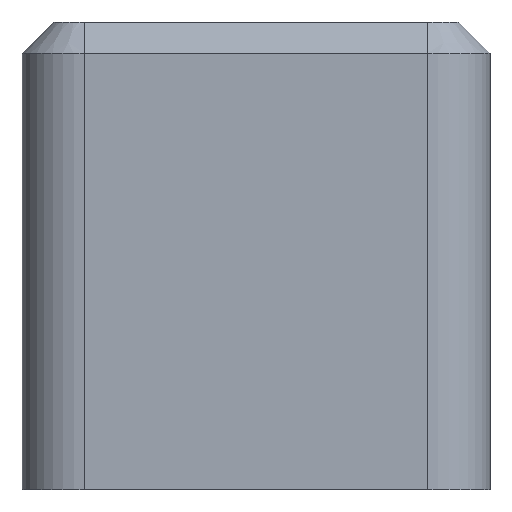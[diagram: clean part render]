
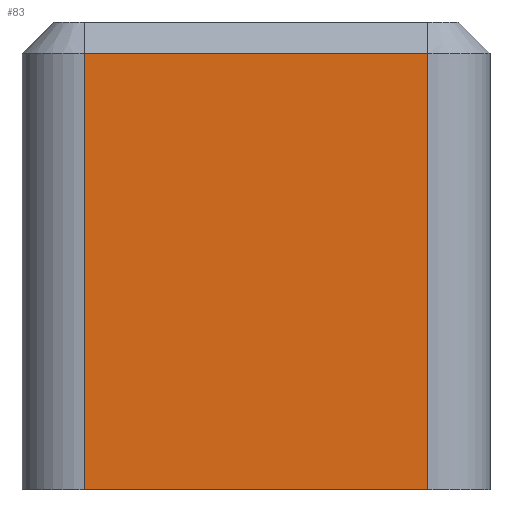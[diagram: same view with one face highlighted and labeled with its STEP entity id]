
A CAD part, left-side view. The second image highlights one B-rep face of the part: STEP entity #83.
In plain terms, the highlighted planar face has unit normal (-1, 0, 0).
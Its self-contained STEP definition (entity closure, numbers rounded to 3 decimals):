
#41=PLANE('',#698);
#83=ADVANCED_FACE('',(#139),#41,.F.);
#139=FACE_OUTER_BOUND('',#175,.T.);
#175=EDGE_LOOP('',(#354,#355,#356,#357));
#235=LINE('',#1056,#279);
#236=LINE('',#1061,#280);
#237=LINE('',#1063,#281);
#238=LINE('',#1065,#282);
#279=VECTOR('',#836,1.);
#280=VECTOR('',#843,1.);
#281=VECTOR('',#844,1.);
#282=VECTOR('',#845,1.);
#354=ORIENTED_EDGE('',*,*,#580,.T.);
#355=ORIENTED_EDGE('',*,*,#581,.T.);
#356=ORIENTED_EDGE('',*,*,#582,.T.);
#357=ORIENTED_EDGE('',*,*,#577,.T.);
#516=VERTEX_POINT('',#1055);
#517=VERTEX_POINT('',#1057);
#518=VERTEX_POINT('',#1062);
#519=VERTEX_POINT('',#1064);
#577=EDGE_CURVE('',#517,#516,#235,.T.);
#580=EDGE_CURVE('',#516,#518,#236,.T.);
#581=EDGE_CURVE('',#518,#519,#237,.T.);
#582=EDGE_CURVE('',#519,#517,#238,.T.);
#698=AXIS2_PLACEMENT_3D('',#1066,#846,#847);
#836=DIRECTION('',(0.,-1.,0.));
#843=DIRECTION('',(0.,0.,1.));
#844=DIRECTION('',(0.,1.,0.));
#845=DIRECTION('',(0.,0.,-1.));
#846=DIRECTION('',(1.,0.,0.));
#847=DIRECTION('',(0.,0.,1.));
#1055=CARTESIAN_POINT('',(-20.,-5.5,-7.5));
#1056=CARTESIAN_POINT('',(-20.,7.5,-7.5));
#1057=CARTESIAN_POINT('',(-20.,5.5,-7.5));
#1061=CARTESIAN_POINT('',(-20.,-5.5,7.5));
#1062=CARTESIAN_POINT('',(-20.,-5.5,6.5));
#1063=CARTESIAN_POINT('',(-20.,7.5,6.5));
#1064=CARTESIAN_POINT('',(-20.,5.5,6.5));
#1065=CARTESIAN_POINT('',(-20.,5.5,7.5));
#1066=CARTESIAN_POINT('',(-20.,7.5,7.5));
